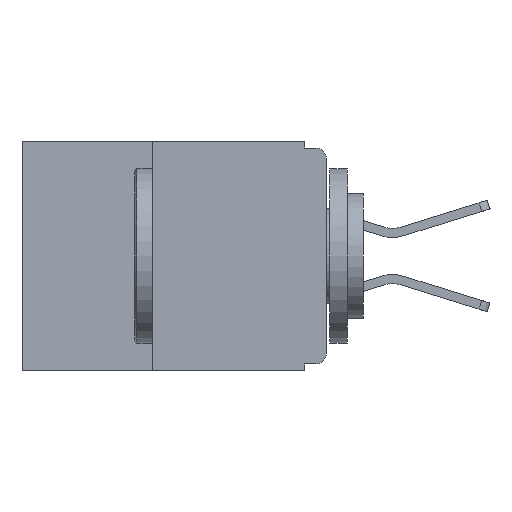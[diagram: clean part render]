
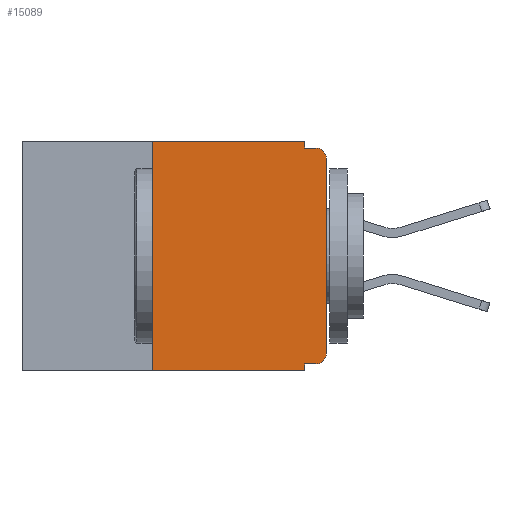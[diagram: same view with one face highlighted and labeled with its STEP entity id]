
A CAD part, left-side view. The second image highlights one B-rep face of the part: STEP entity #15089.
In plain terms, the highlighted planar face has unit normal (-1, 0, 0).
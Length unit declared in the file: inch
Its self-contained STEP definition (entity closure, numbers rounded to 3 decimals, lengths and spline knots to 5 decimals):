
#132 = LINE ( 'NONE', #12549, #26153 ) ;
#185 = VERTEX_POINT ( 'NONE', #26568 ) ;
#592 = VECTOR ( 'NONE', #17543, 39.37008 ) ;
#619 = ORIENTED_EDGE ( 'NONE', *, *, #28950, .F. ) ;
#1170 = ORIENTED_EDGE ( 'NONE', *, *, #17612, .T. ) ;
#1553 = VECTOR ( 'NONE', #17648, 39.37008 ) ;
#1602 = ORIENTED_EDGE ( 'NONE', *, *, #28349, .F. ) ;
#2033 = DIRECTION ( 'NONE',  ( 0., 0., 1. ) ) ;
#2119 = EDGE_CURVE ( 'NONE', #8433, #24946, #132, .T. ) ;
#2343 = DIRECTION ( 'NONE',  ( 0., 0., -1. ) ) ;
#3383 = ORIENTED_EDGE ( 'NONE', *, *, #20316, .T. ) ;
#3900 = CARTESIAN_POINT ( 'NONE',  ( 0., 0.015, -0.025 ) ) ;
#4207 = ORIENTED_EDGE ( 'NONE', *, *, #17893, .T. ) ;
#4236 = DIRECTION ( 'NONE',  ( 0., 0., -1. ) ) ;
#4573 = CARTESIAN_POINT ( 'NONE',  ( 0., 0.015, -0.01 ) ) ;
#5146 = ORIENTED_EDGE ( 'NONE', *, *, #15038, .F. ) ;
#6177 = VERTEX_POINT ( 'NONE', #4573 ) ;
#6314 = CARTESIAN_POINT ( 'NONE',  ( 0., 0.031, -0.01 ) ) ;
#6380 = DIRECTION ( 'NONE',  ( 0., 0., -1. ) ) ;
#6603 = VERTEX_POINT ( 'NONE', #25506 ) ;
#7147 = ORIENTED_EDGE ( 'NONE', *, *, #7499, .T. ) ;
#7234 = VECTOR ( 'NONE', #12293, 39.37008 ) ;
#7499 = EDGE_CURVE ( 'NONE', #185, #31488, #30489, .T. ) ;
#7549 = CARTESIAN_POINT ( 'NONE',  ( 0., 0.031, -0.32 ) ) ;
#8087 = LINE ( 'NONE', #27330, #1553 ) ;
#8433 = VERTEX_POINT ( 'NONE', #13418 ) ;
#8492 = CIRCLE ( 'NONE', #9417, 0.015 ) ;
#9417 = AXIS2_PLACEMENT_3D ( 'NONE', #3900, #21050, #6380 ) ;
#9762 = CARTESIAN_POINT ( 'NONE',  ( 0., 0.015, -0.305 ) ) ;
#9801 = CARTESIAN_POINT ( 'NONE',  ( 0., 0., 0. ) ) ;
#10740 = CARTESIAN_POINT ( 'NONE',  ( 0., 0.437, -0.33 ) ) ;
#10779 = ORIENTED_EDGE ( 'NONE', *, *, #23862, .F. ) ;
#10813 = DIRECTION ( 'NONE',  ( 0., -1., 0. ) ) ;
#11085 = VECTOR ( 'NONE', #10813, 39.37008 ) ;
#11627 = CARTESIAN_POINT ( 'NONE',  ( 0., 0.031, 0. ) ) ;
#12256 = DIRECTION ( 'NONE',  ( 0., 0., -1. ) ) ;
#12293 = DIRECTION ( 'NONE',  ( 0., 0., 1. ) ) ;
#12549 = CARTESIAN_POINT ( 'NONE',  ( 0., 0., -0.32 ) ) ;
#12737 = LINE ( 'NONE', #21645, #24794 ) ;
#13418 = CARTESIAN_POINT ( 'NONE',  ( 0., 0.015, -0.32 ) ) ;
#14472 = VECTOR ( 'NONE', #4236, 39.37008 ) ;
#14581 = CARTESIAN_POINT ( 'NONE',  ( 0., 0.437, 0. ) ) ;
#15038 = EDGE_CURVE ( 'NONE', #185, #25135, #12737, .T. ) ;
#15089 = ADVANCED_FACE ( 'NONE', ( #15551 ), #29115, .F. ) ;
#15364 = AXIS2_PLACEMENT_3D ( 'NONE', #9762, #26847, #12256 ) ;
#15550 = CARTESIAN_POINT ( 'NONE',  ( 0., 0.25, 0. ) ) ;
#15551 = FACE_OUTER_BOUND ( 'NONE', #15553, .T. ) ;
#15553 = EDGE_LOOP ( 'NONE', ( #3383, #1170, #10779, #20508, #619, #5146, #7147, #1602, #17162, #4207 ) ) ;
#15764 = VERTEX_POINT ( 'NONE', #22036 ) ;
#16528 = AXIS2_PLACEMENT_3D ( 'NONE', #14581, #17016, #2343 ) ;
#17016 = DIRECTION ( 'NONE',  ( 1., 0., 0. ) ) ;
#17162 = ORIENTED_EDGE ( 'NONE', *, *, #2119, .F. ) ;
#17543 = DIRECTION ( 'NONE',  ( 0., 0., -1. ) ) ;
#17612 = EDGE_CURVE ( 'NONE', #15764, #6177, #8492, .T. ) ;
#17648 = DIRECTION ( 'NONE',  ( 0., -1., 0. ) ) ;
#17893 = EDGE_CURVE ( 'NONE', #8433, #6603, #25320, .T. ) ;
#20218 = LINE ( 'NONE', #11627, #14472 ) ;
#20248 = LINE ( 'NONE', #9801, #7234 ) ;
#20316 = EDGE_CURVE ( 'NONE', #6603, #15764, #20248, .T. ) ;
#20503 = VECTOR ( 'NONE', #27634, 39.37008 ) ;
#20508 = ORIENTED_EDGE ( 'NONE', *, *, #27446, .F. ) ;
#21050 = DIRECTION ( 'NONE',  ( -1., 0., 0. ) ) ;
#21645 = CARTESIAN_POINT ( 'NONE',  ( 0., 0.25, -0.33 ) ) ;
#22036 = CARTESIAN_POINT ( 'NONE',  ( 0., 0., -0.025 ) ) ;
#22484 = CARTESIAN_POINT ( 'NONE',  ( 0., 0.031, -0.33 ) ) ;
#23767 = VERTEX_POINT ( 'NONE', #29320 ) ;
#23862 = EDGE_CURVE ( 'NONE', #28645, #6177, #8087, .T. ) ;
#24794 = VECTOR ( 'NONE', #2033, 39.37008 ) ;
#24946 = VERTEX_POINT ( 'NONE', #7549 ) ;
#25135 = VERTEX_POINT ( 'NONE', #15550 ) ;
#25231 = CARTESIAN_POINT ( 'NONE',  ( 0., 0.437, 0. ) ) ;
#25320 = CIRCLE ( 'NONE', #15364, 0.015 ) ;
#25506 = CARTESIAN_POINT ( 'NONE',  ( 0., 0., -0.305 ) ) ;
#25998 = DIRECTION ( 'NONE',  ( 0., 1., 0. ) ) ;
#26153 = VECTOR ( 'NONE', #25998, 39.37008 ) ;
#26568 = CARTESIAN_POINT ( 'NONE',  ( 0., 0.25, -0.33 ) ) ;
#26596 = LINE ( 'NONE', #22484, #592 ) ;
#26847 = DIRECTION ( 'NONE',  ( -1., 0., 0. ) ) ;
#27330 = CARTESIAN_POINT ( 'NONE',  ( 0., 0., -0.01 ) ) ;
#27446 = EDGE_CURVE ( 'NONE', #23767, #28645, #20218, .T. ) ;
#27634 = DIRECTION ( 'NONE',  ( 0., -1., 0. ) ) ;
#27686 = LINE ( 'NONE', #25231, #20503 ) ;
#28349 = EDGE_CURVE ( 'NONE', #24946, #31488, #26596, .T. ) ;
#28645 = VERTEX_POINT ( 'NONE', #6314 ) ;
#28950 = EDGE_CURVE ( 'NONE', #25135, #23767, #27686, .T. ) ;
#29115 = PLANE ( 'NONE',  #16528 ) ;
#29320 = CARTESIAN_POINT ( 'NONE',  ( 0., 0.031, 0. ) ) ;
#29771 = CARTESIAN_POINT ( 'NONE',  ( 0., 0.031, -0.33 ) ) ;
#30489 = LINE ( 'NONE', #10740, #11085 ) ;
#31488 = VERTEX_POINT ( 'NONE', #29771 ) ;
